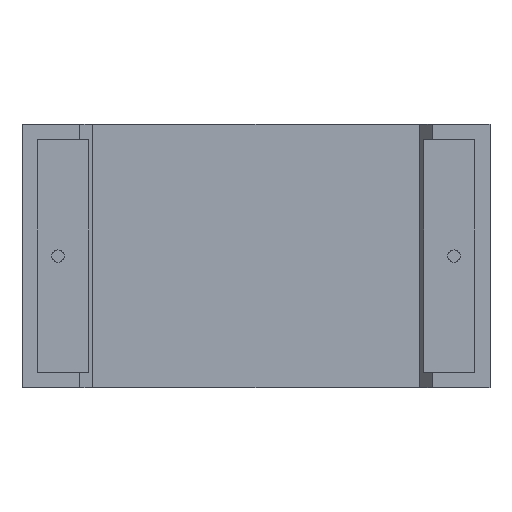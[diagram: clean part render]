
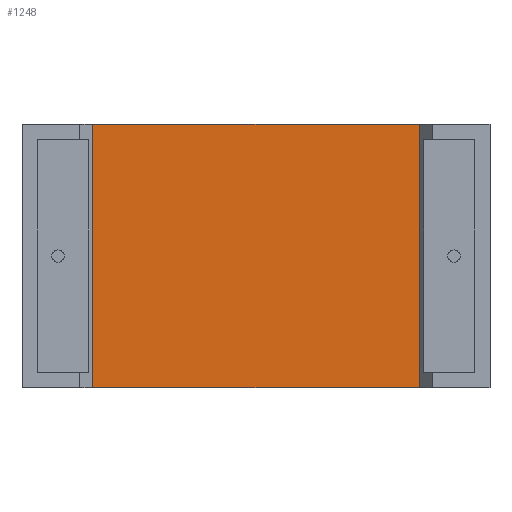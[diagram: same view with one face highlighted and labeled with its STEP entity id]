
A CAD part, front view. The second image highlights one B-rep face of the part: STEP entity #1248.
In plain terms, the highlighted planar face has unit normal (0, -1, 0).
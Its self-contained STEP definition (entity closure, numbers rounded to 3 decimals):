
#15 = VERTEX_POINT ( 'NONE', #900 ) ;
#71 = EDGE_CURVE ( 'NONE', #1576, #2285, #1979, .T. ) ;
#87 = AXIS2_PLACEMENT_3D ( 'NONE', #266, #1216, #1186 ) ;
#266 = CARTESIAN_POINT ( 'NONE',  ( 16.25, 1.148, 0. ) ) ;
#271 = CARTESIAN_POINT ( 'NONE',  ( 27.597, 1.148, 0. ) ) ;
#280 = PLANE ( 'NONE',  #87 ) ;
#381 = CARTESIAN_POINT ( 'NONE',  ( 27.597, 1.148, 0. ) ) ;
#630 = CARTESIAN_POINT ( 'NONE',  ( 27.597, 1.148, 18.3 ) ) ;
#752 = CARTESIAN_POINT ( 'NONE',  ( 16.25, 1.148, 18.3 ) ) ;
#753 = ORIENTED_EDGE ( 'NONE', *, *, #2044, .F. ) ;
#774 = VECTOR ( 'NONE', #2922, 1000. ) ;
#855 = ORIENTED_EDGE ( 'NONE', *, *, #2276, .T. ) ;
#900 = CARTESIAN_POINT ( 'NONE',  ( 4.903, 1.148, 18.3 ) ) ;
#960 = CARTESIAN_POINT ( 'NONE',  ( 16.25, 1.148, 0. ) ) ;
#1186 = DIRECTION ( 'NONE',  ( -1., 0., 0. ) ) ;
#1216 = DIRECTION ( 'NONE',  ( 0., 1., 0. ) ) ;
#1220 = DIRECTION ( 'NONE',  ( 0., 0., 1. ) ) ;
#1243 = LINE ( 'NONE', #752, #2620 ) ;
#1248 = ADVANCED_FACE ( 'NONE', ( #1880 ), #280, .F. ) ;
#1319 = DIRECTION ( 'NONE',  ( 0., 0., 1. ) ) ;
#1383 = EDGE_LOOP ( 'NONE', ( #855, #753, #2927, #2785 ) ) ;
#1462 = LINE ( 'NONE', #271, #2321 ) ;
#1505 = CARTESIAN_POINT ( 'NONE',  ( 4.903, 1.148, 0. ) ) ;
#1576 = VERTEX_POINT ( 'NONE', #381 ) ;
#1727 = VECTOR ( 'NONE', #1319, 1000. ) ;
#1880 = FACE_OUTER_BOUND ( 'NONE', #1383, .T. ) ;
#1979 = LINE ( 'NONE', #960, #774 ) ;
#2044 = EDGE_CURVE ( 'NONE', #2285, #15, #2207, .T. ) ;
#2207 = LINE ( 'NONE', #1505, #1727 ) ;
#2276 = EDGE_CURVE ( 'NONE', #2924, #15, #1243, .T. ) ;
#2285 = VERTEX_POINT ( 'NONE', #2575 ) ;
#2321 = VECTOR ( 'NONE', #1220, 1000. ) ;
#2341 = DIRECTION ( 'NONE',  ( -1., 0., 0. ) ) ;
#2575 = CARTESIAN_POINT ( 'NONE',  ( 4.903, 1.148, 0. ) ) ;
#2620 = VECTOR ( 'NONE', #2341, 1000. ) ;
#2675 = EDGE_CURVE ( 'NONE', #1576, #2924, #1462, .T. ) ;
#2785 = ORIENTED_EDGE ( 'NONE', *, *, #2675, .T. ) ;
#2922 = DIRECTION ( 'NONE',  ( -1., 0., 0. ) ) ;
#2924 = VERTEX_POINT ( 'NONE', #630 ) ;
#2927 = ORIENTED_EDGE ( 'NONE', *, *, #71, .F. ) ;
